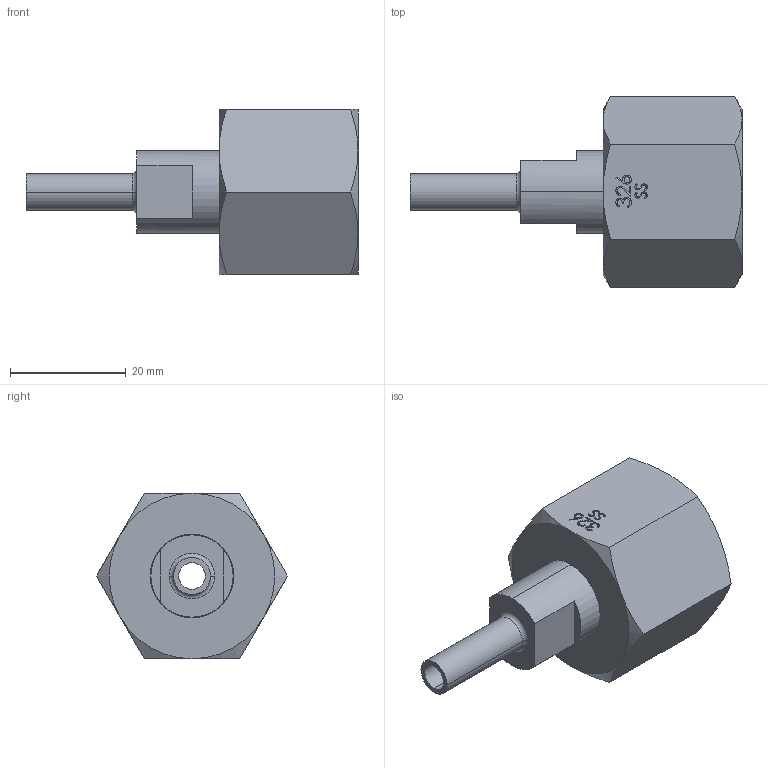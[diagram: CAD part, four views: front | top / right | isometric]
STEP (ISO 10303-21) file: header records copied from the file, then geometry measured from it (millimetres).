
FILE_DESCRIPTION (( 'STEP AP203' ), '1' );
FILE_NAME ('INL-326SS-4TS-36F.STEP', '2025-08-29T14:08:47', ( '' ), ( '' ), 'SwSTEP 2.0', 'SolidWorks 2018', '' );
FILE_SCHEMA (( 'CONFIG_CONTROL_DESIGN' ));
Length unit declared in the file: inch
Products named in the file (3): INL-326SS-4TS-36F; PRT-000037; PRT-000035
Assembly tree (2 placements, depth 2):
  INL-326SS-4TS-36F
    PRT-000037
    PRT-000035
Bounding box: 57.34 x 33 x 28.57 mm (x, y, z)
Volume: 15542.2 mm3; surface area: 8525.8 mm2
Topology: 2 solids, 2 shells, 162 faces, 610 edges, 460 vertices
Faces by surface type: bspline 63, plane 40, cylinder 27, cone 22, torus 8, sphere 2
Entity records: 14086 total; most frequent: CARTESIAN_POINT 9358, ORIENTED_EDGE 1216, EDGE_CURVE 608, DIRECTION 518, VERTEX_POINT 460, B_SPLINE_CURVE_WITH_KNOTS 373, AXIS2_PLACEMENT_3D 179, EDGE_LOOP 176
